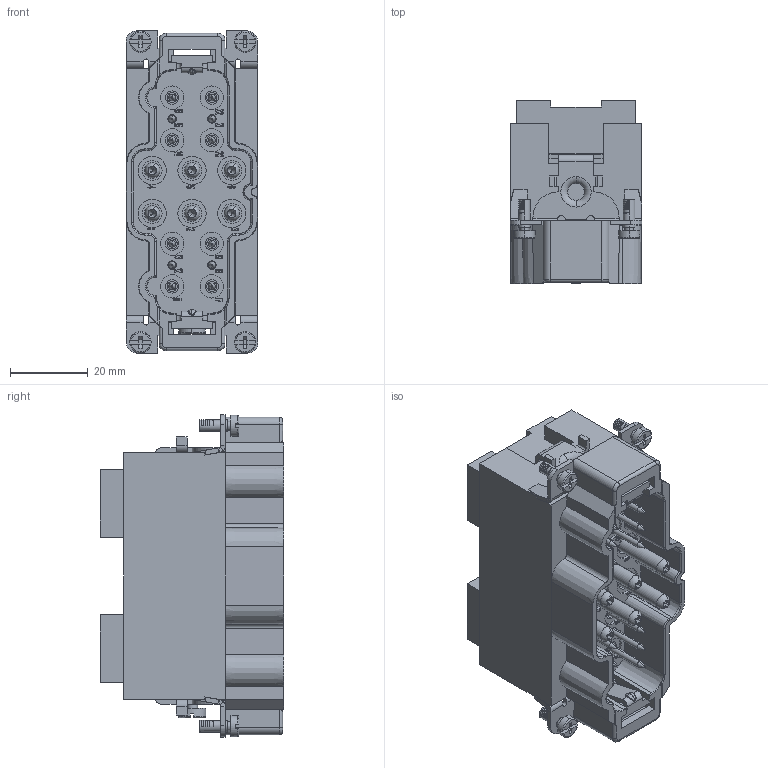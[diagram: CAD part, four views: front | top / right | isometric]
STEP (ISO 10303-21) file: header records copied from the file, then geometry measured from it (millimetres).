
FILE_DESCRIPTION((''),'2;1');
FILE_NAME('M','2017-09-05T',('tl.yang'),(''),'PRO/ENGINEER BY PARAMETRIC TECHNOLOGY CORPORATION, 2011500','PRO/ENGINEER BY PARAMETRIC TECHNOLOGY CORPORATION, 2011500','');
FILE_SCHEMA(('CONFIG_CONTROL_DESIGN'));
Products named in the file (1): M
Bounding box: 34 x 47.3 x 83.1 mm (x, y, z)
Volume: 66685.9 mm3; surface area: 29446.9 mm2
Topology: 1 solids, 7 shells, 2911 faces, 8195 edges, 5420 vertices
Faces by surface type: plane 2265, cylinder 390, cone 125, torus 69, bspline 38, sphere 24
Entity records: 95977 total; most frequent: CARTESIAN_POINT 20175, ORIENTED_EDGE 16326, DIRECTION 14910, EDGE_CURVE 8163, VECTOR 6514, LINE 6514, VERTEX_POINT 5420, AXIS2_PLACEMENT_3D 4198
